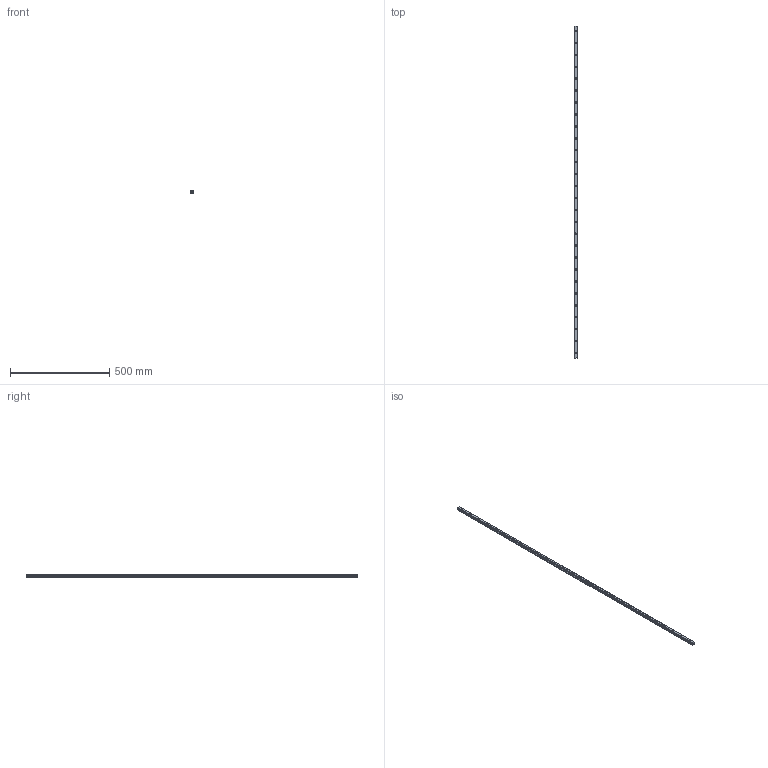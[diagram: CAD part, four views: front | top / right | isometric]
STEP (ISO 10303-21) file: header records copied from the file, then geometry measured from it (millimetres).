
FILE_DESCRIPTION(('STEP AP214'),'1');
FILE_NAME('cctmp_E955930E-9510-4BC6-ACDF-12A84B15530A_2020_5_5_13_13_8_874..stp','2020-05-05T11:13:09',('HIWIN GmbH'),('CADClick - www.CADClick.com'),'Spatial InterOp 3D',' ','unknown authorization');
FILE_SCHEMA(('AUTOMOTIVE_DESIGN'));
Length unit declared in the file: millimetre
Products named in the file (1): HGR15R1670H_FILE
Bounding box: 15 x 1670 x 15 mm (x, y, z)
Volume: 306771.8 mm3; surface area: 111395 mm2
Topology: 1 solids, 1 shells, 367 faces, 831 edges, 554 vertices
Faces by surface type: cylinder 194, plane 173
Entity records: 13393 total; most frequent: DIRECTION 1955, CARTESIAN_POINT 1753, ORIENTED_EDGE 1662, EDGE_CURVE 831, AXIS2_PLACEMENT_3D 756, VERTEX_POINT 554, EDGE_LOOP 455, LINE 443
